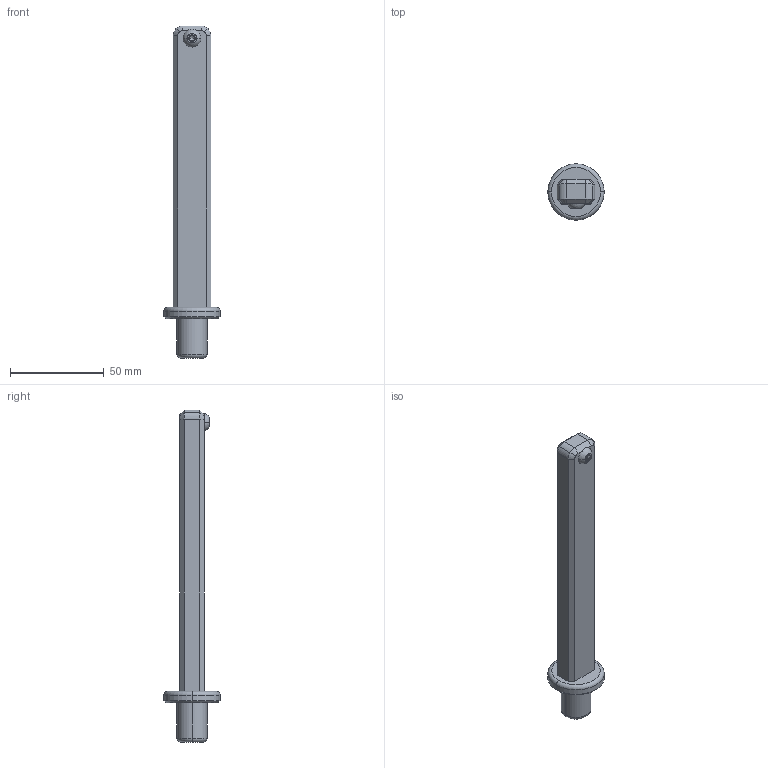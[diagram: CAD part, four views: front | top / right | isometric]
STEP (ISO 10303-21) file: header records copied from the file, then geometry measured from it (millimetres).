
FILE_DESCRIPTION(('STEP AP214'),'1');
FILE_NAME('160632.1.STP','2011-09-08T07:27:06',(' '),(' '),'Spatial InterOp 3D',' ',' ');
FILE_SCHEMA(('automotive_design'));
Length unit declared in the file: millimetre
Products named in the file (4): Flachkopfschraube ISO 7380 M5x10; Quader; Zylinder
Bounding box: 30 x 30 x 177 mm (x, y, z)
Volume: 45262.7 mm3; surface area: 13159.4 mm2
Topology: 4 solids, 4 shells, 66 faces, 138 edges, 81 vertices
Faces by surface type: plane 26, cone 20, cylinder 12, torus 6, sphere 2
Entity records: 2353 total; most frequent: DIRECTION 336, CARTESIAN_POINT 299, ORIENTED_EDGE 272, AXIS2_PLACEMENT_3D 136, EDGE_CURVE 136, VERTEX_POINT 81, EDGE_LOOP 71, STYLED_ITEM 70
